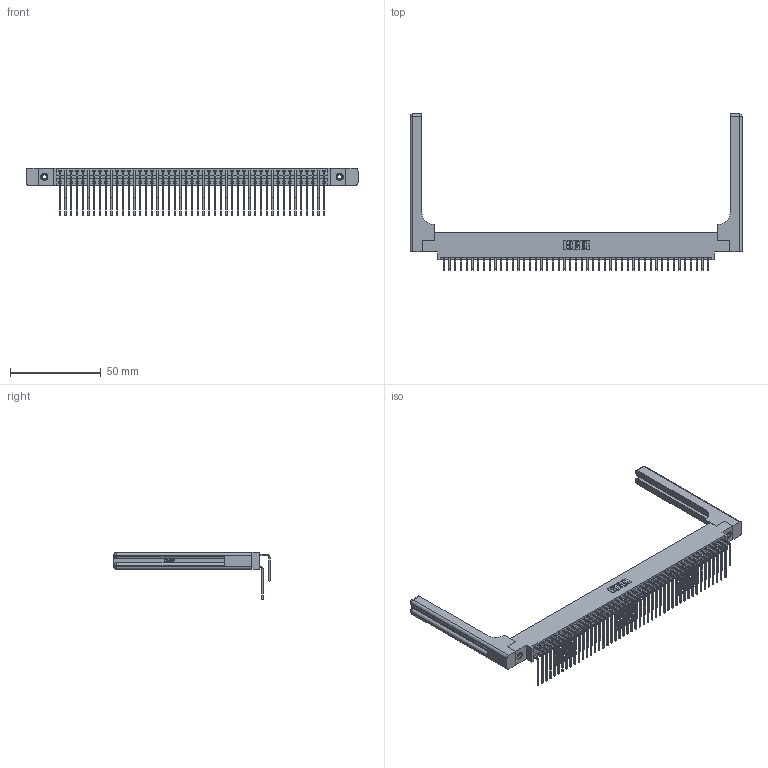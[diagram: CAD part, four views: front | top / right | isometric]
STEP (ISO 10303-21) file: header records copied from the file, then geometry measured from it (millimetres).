
FILE_DESCRIPTION (( 'STEP AP203' ), '1' );
FILE_NAME ('396-094-559-858.STEP', '2019-11-03T15:11:11', ( '' ), ( '' ), 'SwSTEP 2.0', 'SolidWorks 2016', '' );
FILE_SCHEMA (( 'CONFIG_CONTROL_DESIGN' ));
Length unit declared in the file: inch
Products named in the file (6): 346 Part_0.170 Offset - 0.156 Dia-TH; 346-220-058_345-220-058; 345-250-001_345-250-001-102; 396-094-559-858; 345-292-001_558 559 Tail - 1; 345-292-001_559 Tail - 2
Assembly tree (99 placements, depth 2):
  396-094-559-858
    346 Part_0.170 Offset - 0.156 Dia-TH
    345-292-001_558 559 Tail - 1  x47
    345-292-001_559 Tail - 2  x47
    345-250-001_345-250-001-102  x2
    346-220-058_345-220-058  x2
Bounding box: 183.29 x 86.17 x 26.16 mm (x, y, z)
Volume: 25793.4 mm3; surface area: 32985.9 mm2
Topology: 99 solids, 99 shells, 5458 faces, 16141 edges, 10614 vertices
Faces by surface type: plane 3706, cylinder 1692, bspline 36, cone 12, sphere 8, torus 4
Entity records: 37098 total; most frequent: CARTESIAN_POINT 7168, ORIENTED_EDGE 5848, DIRECTION 5272, EDGE_CURVE 2924, VECTOR 2472, LINE 2472, VERTEX_POINT 1938, AXIS2_PLACEMENT_3D 1400
